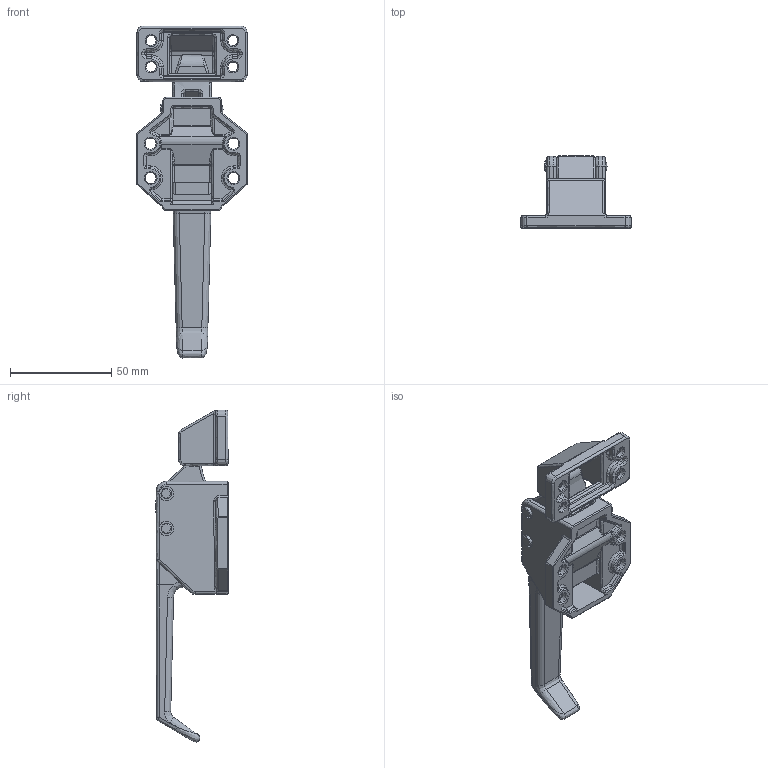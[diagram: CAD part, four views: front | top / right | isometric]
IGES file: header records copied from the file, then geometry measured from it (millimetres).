
Start section: ------------------------------------------------------------------------
Global section: file name: PC14.7220.THA_KA_1780_25282.igs; native system: spGate; preprocessor: ver16.7.1; author: Unknown; organization: Unknown; date: 200501.160319; units: millimetre
Bounding box: 54.5 x 35.86 x 164.28 mm (x, y, z)
Volume: 61813.7 mm3; surface area: 32513.6 mm2
Topology: 7 solids, 7 shells, 876 faces, 2123 edges, 1193 vertices
Faces by surface type: bspline 876
